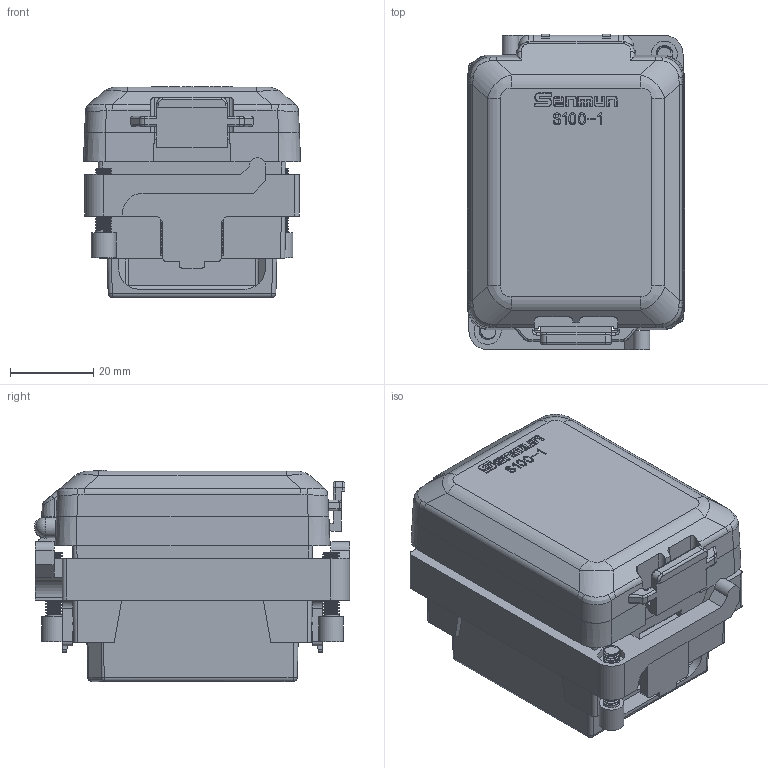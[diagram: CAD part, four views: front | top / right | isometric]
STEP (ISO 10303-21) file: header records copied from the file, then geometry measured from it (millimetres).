
FILE_DESCRIPTION(/* description */ (''),/* implementation_level */ '2;1');
FILE_NAME(/* name */ '',/* time_stamp */ '2025-04-01T09:13:26+08:00',/* author */ (''),/* organization */ (''),/* preprocessor_version */ 'ST-DEVELOPER v14',/* originating_system */ 'SIEMENS PLM Software NX 8.0',/* authorisation */ '');
FILE_SCHEMA (('AUTOMOTIVE_DESIGN { 1 0 10303 214 3 1 1 1 }'));
Products named in the file (1): Admi2BC458840jhw
Bounding box: 52.19 x 75.85 x 50.76 mm (x, y, z)
Volume: 89568.5 mm3; surface area: 48882.7 mm2
Topology: 4 solids, 5 shells, 940 faces, 2516 edges, 1593 vertices
Faces by surface type: plane 533, cylinder 251, bspline 75, extrusion 43, cone 18, sphere 10, torus 10
Full cylindrical faces by diameter (mm): 2.8 x2, 3 x1, 4 x2, 6 x2, 6.2 x3, 6.5 x1
Entity records: 47699 total; most frequent: CARTESIAN_POINT 23301, ORIENTED_EDGE 4958, DIRECTION 4366, EDGE_CURVE 2479, VECTOR 1694, LINE 1651, VERTEX_POINT 1586, AXIS2_PLACEMENT_3D 1336
